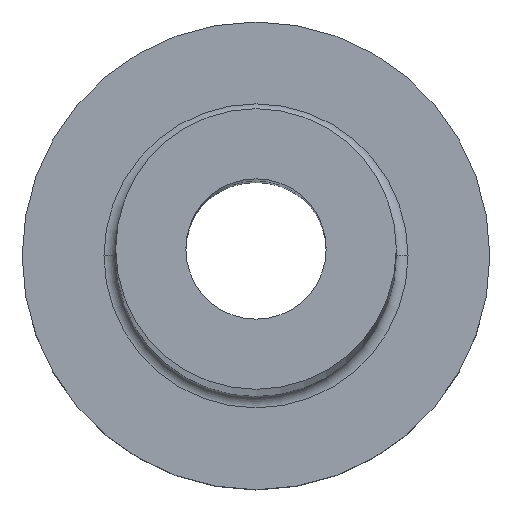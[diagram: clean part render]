
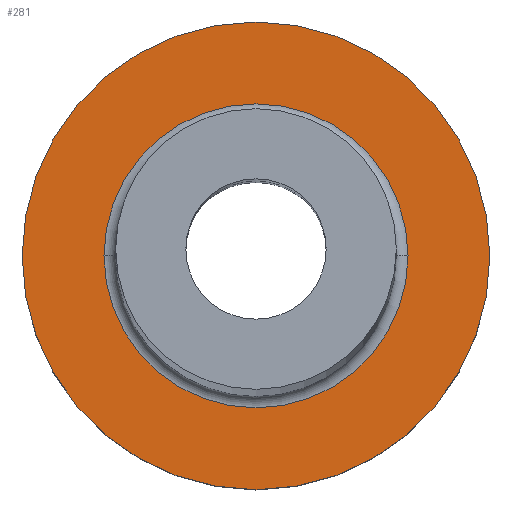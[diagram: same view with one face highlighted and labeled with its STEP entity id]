
A CAD part, top view. The second image highlights one B-rep face of the part: STEP entity #281.
In plain terms, the highlighted planar face has unit normal (0, 0, 1).
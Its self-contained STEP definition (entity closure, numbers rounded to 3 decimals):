
#17 = CARTESIAN_POINT ( 'NONE',  ( -10., 0., 7. ) ) ;
#20 = CARTESIAN_POINT ( 'NONE',  ( -6.5, 0., 7. ) ) ;
#27 = FACE_OUTER_BOUND ( 'NONE', #183, .T. ) ;
#32 = EDGE_CURVE ( 'NONE', #61, #197, #315, .T. ) ;
#33 = VERTEX_POINT ( 'NONE', #20 ) ;
#35 = AXIS2_PLACEMENT_3D ( 'NONE', #184, #104, #280 ) ;
#48 = ORIENTED_EDGE ( 'NONE', *, *, #432, .T. ) ;
#55 = DIRECTION ( 'NONE',  ( 1., 0., 0. ) ) ;
#61 = VERTEX_POINT ( 'NONE', #17 ) ;
#72 = CARTESIAN_POINT ( 'NONE',  ( 10., 0., 7. ) ) ;
#77 = AXIS2_PLACEMENT_3D ( 'NONE', #435, #327, #55 ) ;
#95 = CARTESIAN_POINT ( 'NONE',  ( 0., 0., 7. ) ) ;
#97 = AXIS2_PLACEMENT_3D ( 'NONE', #436, #115, #256 ) ;
#101 = CIRCLE ( 'NONE', #35, 6.5 ) ;
#104 = DIRECTION ( 'NONE',  ( 0., 0., -1. ) ) ;
#115 = DIRECTION ( 'NONE',  ( 0., 0., 1. ) ) ;
#130 = FACE_BOUND ( 'NONE', #322, .T. ) ;
#133 = CIRCLE ( 'NONE', #338, 6.5 ) ;
#140 = DIRECTION ( 'NONE',  ( 1., 0., 0. ) ) ;
#166 = PLANE ( 'NONE',  #376 ) ;
#174 = CARTESIAN_POINT ( 'NONE',  ( 0., 0., 7. ) ) ;
#183 = EDGE_LOOP ( 'NONE', ( #370, #285 ) ) ;
#184 = CARTESIAN_POINT ( 'NONE',  ( 0., 0., 7. ) ) ;
#197 = VERTEX_POINT ( 'NONE', #72 ) ;
#203 = DIRECTION ( 'NONE',  ( 0., 0., -1. ) ) ;
#204 = ORIENTED_EDGE ( 'NONE', *, *, #235, .T. ) ;
#235 = EDGE_CURVE ( 'NONE', #33, #415, #101, .T. ) ;
#240 = CARTESIAN_POINT ( 'NONE',  ( 6.5, 0., 7. ) ) ;
#256 = DIRECTION ( 'NONE',  ( 1., 0., 0. ) ) ;
#280 = DIRECTION ( 'NONE',  ( 1., 0., 0. ) ) ;
#281 = ADVANCED_FACE ( 'NONE', ( #130, #27 ), #166, .T. ) ;
#285 = ORIENTED_EDGE ( 'NONE', *, *, #385, .T. ) ;
#315 = CIRCLE ( 'NONE', #77, 10. ) ;
#322 = EDGE_LOOP ( 'NONE', ( #48, #204 ) ) ;
#327 = DIRECTION ( 'NONE',  ( 0., 0., 1. ) ) ;
#338 = AXIS2_PLACEMENT_3D ( 'NONE', #174, #203, #140 ) ;
#340 = DIRECTION ( 'NONE',  ( 0., 0., 1. ) ) ;
#370 = ORIENTED_EDGE ( 'NONE', *, *, #32, .T. ) ;
#376 = AXIS2_PLACEMENT_3D ( 'NONE', #95, #340, #379 ) ;
#379 = DIRECTION ( 'NONE',  ( 1., 0., 0. ) ) ;
#383 = CIRCLE ( 'NONE', #97, 10. ) ;
#385 = EDGE_CURVE ( 'NONE', #197, #61, #383, .T. ) ;
#415 = VERTEX_POINT ( 'NONE', #240 ) ;
#432 = EDGE_CURVE ( 'NONE', #415, #33, #133, .T. ) ;
#435 = CARTESIAN_POINT ( 'NONE',  ( 0., 0., 7. ) ) ;
#436 = CARTESIAN_POINT ( 'NONE',  ( 0., 0., 7. ) ) ;
